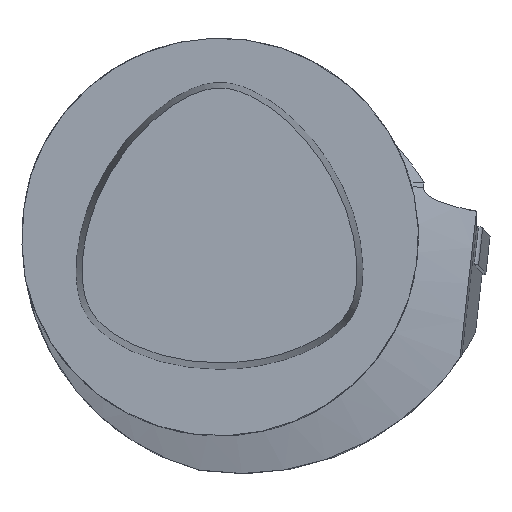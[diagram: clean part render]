
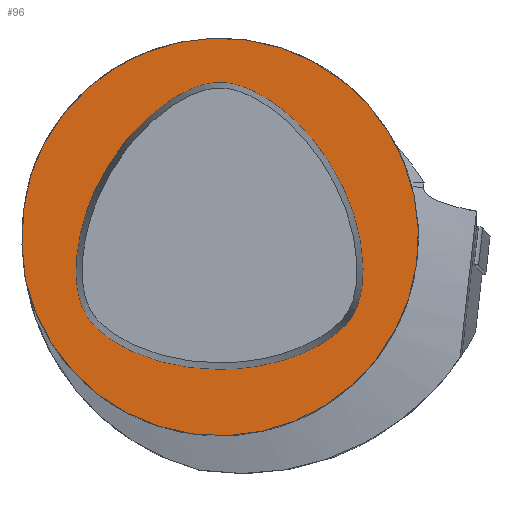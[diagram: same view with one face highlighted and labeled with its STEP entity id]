
A CAD part, top view. The second image highlights one B-rep face of the part: STEP entity #96.
In plain terms, the highlighted planar face has unit normal (0, 0, 1).
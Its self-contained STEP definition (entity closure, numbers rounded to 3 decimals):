
#62=CIRCLE('',#818,50.);
#63=CIRCLE('',#828,60.059);
#96=ADVANCED_FACE('',(#172),#137,.F.);
#137=PLANE('',#829);
#172=FACE_OUTER_BOUND('',#218,.T.);
#218=EDGE_LOOP('',(#422,#423));
#422=ORIENTED_EDGE('',*,*,#673,.F.);
#423=ORIENTED_EDGE('',*,*,#692,.F.);
#601=VERTEX_POINT('',#1188);
#602=VERTEX_POINT('',#1190);
#673=EDGE_CURVE('',#601,#602,#62,.T.);
#692=EDGE_CURVE('',#602,#601,#63,.T.);
#818=AXIS2_PLACEMENT_3D('',#1189,#920,#921);
#828=AXIS2_PLACEMENT_3D('',#1259,#947,#948);
#829=AXIS2_PLACEMENT_3D('',#1260,#949,#950);
#920=DIRECTION('',(0.,0.,-1.));
#921=DIRECTION('',(0.,-1.,0.));
#947=DIRECTION('',(0.,0.,-1.));
#948=DIRECTION('',(0.,-1.,0.));
#949=DIRECTION('',(0.,0.,-1.));
#950=DIRECTION('',(-1.,0.,0.));
#1188=CARTESIAN_POINT('',(-47.532,15.513,0.));
#1189=CARTESIAN_POINT('',(0.,0.,0.));
#1190=CARTESIAN_POINT('',(-48.857,-10.631,0.));
#1259=CARTESIAN_POINT('',(10.346,-0.524,0.));
#1260=CARTESIAN_POINT('',(0.,-49.7,0.));
